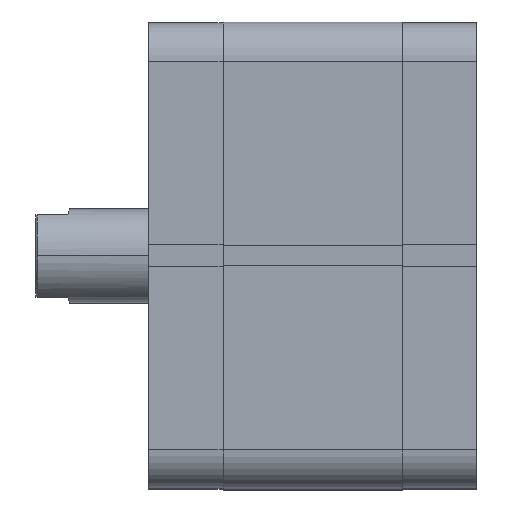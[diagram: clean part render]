
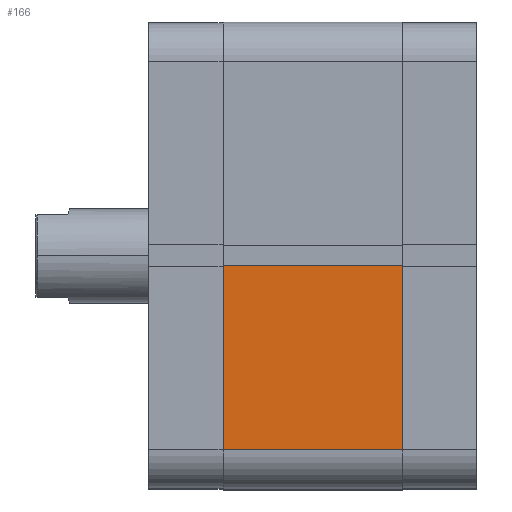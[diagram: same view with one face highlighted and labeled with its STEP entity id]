
A CAD part, top view. The second image highlights one B-rep face of the part: STEP entity #166.
In plain terms, the highlighted face is planar.
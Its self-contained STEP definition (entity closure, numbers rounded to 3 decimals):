
#62 = FACE_OUTER_BOUND ( 'NONE', #3167, .T. ) ;
#166 = ADVANCED_FACE ( 'NONE', ( #62 ), #5487, .T. ) ;
#1404 = ORIENTED_EDGE ( 'NONE', *, *, #6561, .T. ) ;
#1407 = ORIENTED_EDGE ( 'NONE', *, *, #6557, .T. ) ;
#1408 = ORIENTED_EDGE ( 'NONE', *, *, #6564, .F. ) ;
#1410 = ORIENTED_EDGE ( 'NONE', *, *, #6565, .F. ) ;
#2316 = CARTESIAN_POINT ( 'NONE',  ( 2.6, 62., -47.5 ) ) ;
#2318 = CARTESIAN_POINT ( 'NONE',  ( 2.6, 62., 0. ) ) ;
#2368 = CARTESIAN_POINT ( 'NONE',  ( 51.5, 62., 0. ) ) ;
#2370 = CARTESIAN_POINT ( 'NONE',  ( 51.5, 62., -47.5 ) ) ;
#2546 = CARTESIAN_POINT ( 'NONE',  ( 2.6, 62., -47.5 ) ) ;
#2547 = CARTESIAN_POINT ( 'NONE',  ( 2.6, 62., -47.5 ) ) ;
#2548 = DIRECTION ( 'NONE',  ( -1., 0., 0. ) ) ;
#2555 = CARTESIAN_POINT ( 'NONE',  ( 51.5, 62., -47.5 ) ) ;
#2556 = DIRECTION ( 'NONE',  ( 0., 0., 1. ) ) ;
#2562 = DIRECTION ( 'NONE',  ( 0., 0., 1. ) ) ;
#2563 = CARTESIAN_POINT ( 'NONE',  ( 2.6, 62., 0. ) ) ;
#2564 = DIRECTION ( 'NONE',  ( -1., 0., 0. ) ) ;
#3167 = EDGE_LOOP ( 'NONE', ( #1410, #1408, #1407, #1404 ) ) ;
#4195 = VECTOR ( 'NONE', #2556, 1000. ) ;
#4198 = LINE ( 'NONE', #2547, #4199 ) ;
#4199 = VECTOR ( 'NONE', #2548, 1000. ) ;
#4201 = LINE ( 'NONE', #2555, #4211 ) ;
#4205 = LINE ( 'NONE', #2546, #4195 ) ;
#4211 = VECTOR ( 'NONE', #2562, 1000. ) ;
#4213 = LINE ( 'NONE', #2563, #4214 ) ;
#4214 = VECTOR ( 'NONE', #2564, 1000. ) ;
#4703 = AXIS2_PLACEMENT_3D ( 'NONE', #5486, #5489, #5490 ) ;
#5409 = VERTEX_POINT ( 'NONE', #2316 ) ;
#5411 = VERTEX_POINT ( 'NONE', #2318 ) ;
#5461 = VERTEX_POINT ( 'NONE', #2368 ) ;
#5463 = VERTEX_POINT ( 'NONE', #2370 ) ;
#5486 = CARTESIAN_POINT ( 'NONE',  ( 2.6, 62., -47.5 ) ) ;
#5487 = PLANE ( 'NONE',  #4703 ) ;
#5489 = DIRECTION ( 'NONE',  ( 0., 1., 0. ) ) ;
#5490 = DIRECTION ( 'NONE',  ( 0., 0., 1. ) ) ;
#6557 = EDGE_CURVE ( 'NONE', #5463, #5409, #4198, .T. ) ;
#6561 = EDGE_CURVE ( 'NONE', #5409, #5411, #4205, .T. ) ;
#6564 = EDGE_CURVE ( 'NONE', #5463, #5461, #4201, .T. ) ;
#6565 = EDGE_CURVE ( 'NONE', #5461, #5411, #4213, .T. ) ;
